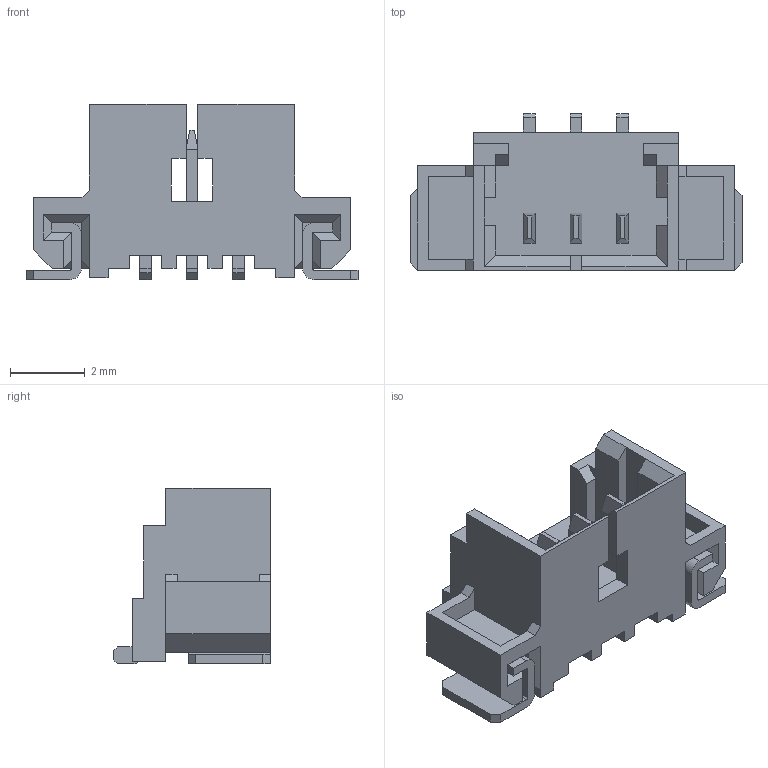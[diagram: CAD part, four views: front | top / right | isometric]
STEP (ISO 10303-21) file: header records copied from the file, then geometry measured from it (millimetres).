
FILE_DESCRIPTION (( 'STEP AP214' ), '1' );
FILE_NAME ('533980371.STEP', '2021-11-27T22:09:59', ( 'AVRASM1234' ), ( '' ), 'SwSTEP 2.0', 'SolidWorks 2017', '' );
FILE_SCHEMA (( 'AUTOMOTIVE_DESIGN' ));
Length unit declared in the file: millimetre
Products named in the file (1): 533980371
Bounding box: 8.9 x 4.2 x 4.7 mm (x, y, z)
Volume: 58 mm3; surface area: 271.7 mm2
Topology: 6 solids, 6 shells, 234 faces, 628 edges, 406 vertices
Faces by surface type: plane 226, cylinder 8
Entity records: 8139 total; most frequent: CARTESIAN_POINT 1269, ORIENTED_EDGE 1256, DIRECTION 1114, EDGE_CURVE 628, LINE 612, VECTOR 612, VERTEX_POINT 406, AXIS2_PLACEMENT_3D 251
